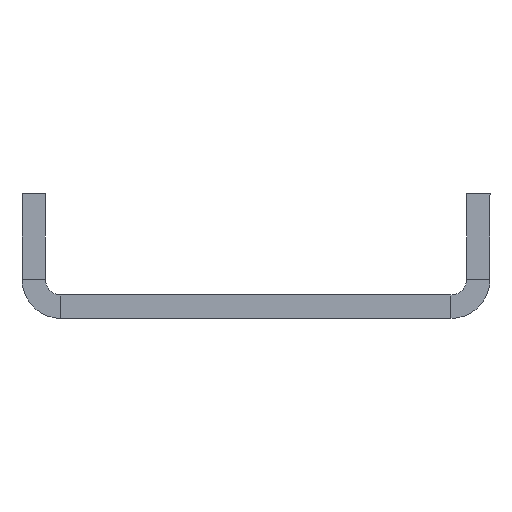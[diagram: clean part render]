
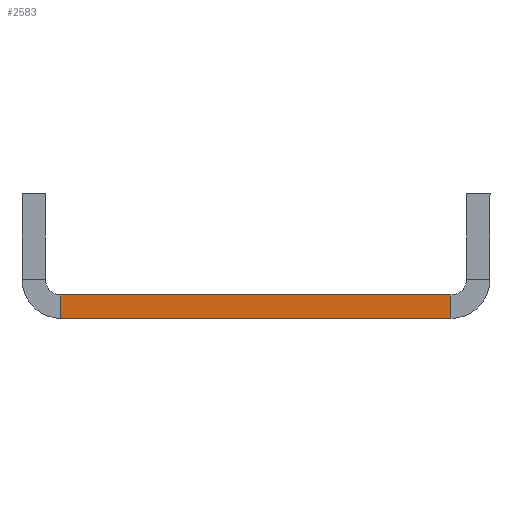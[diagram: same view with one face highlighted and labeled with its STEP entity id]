
A CAD part, left-side view. The second image highlights one B-rep face of the part: STEP entity #2583.
In plain terms, the highlighted planar face has unit normal (-1, 0, 0).
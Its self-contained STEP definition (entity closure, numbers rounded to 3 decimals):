
#181 = DIRECTION ( 'NONE',  ( 0., 0., 1. ) ) ;
#201 = CARTESIAN_POINT ( 'NONE',  ( 0., 0., 0. ) ) ;
#206 = EDGE_CURVE ( 'NONE', #2731, #3465, #1583, .T. ) ;
#220 = PLANE ( 'NONE',  #3437 ) ;
#266 = DIRECTION ( 'NONE',  ( 0., -1., 0. ) ) ;
#505 = VECTOR ( 'NONE', #1942, 1000. ) ;
#658 = CARTESIAN_POINT ( 'NONE',  ( 0., 25., -1.5 ) ) ;
#678 = ORIENTED_EDGE ( 'NONE', *, *, #206, .F. ) ;
#756 = CARTESIAN_POINT ( 'NONE',  ( 0., 0., -1.5 ) ) ;
#881 = CARTESIAN_POINT ( 'NONE',  ( 0., 25., 0. ) ) ;
#1061 = CARTESIAN_POINT ( 'NONE',  ( 0., 0., 0. ) ) ;
#1070 = DIRECTION ( 'NONE',  ( -1., 0., 0. ) ) ;
#1145 = ORIENTED_EDGE ( 'NONE', *, *, #1824, .T. ) ;
#1317 = ORIENTED_EDGE ( 'NONE', *, *, #3141, .F. ) ;
#1422 = EDGE_LOOP ( 'NONE', ( #678, #1317, #1145, #3817 ) ) ;
#1583 = LINE ( 'NONE', #201, #2502 ) ;
#1821 = VECTOR ( 'NONE', #3056, 1000. ) ;
#1824 = EDGE_CURVE ( 'NONE', #3219, #2366, #3830, .T. ) ;
#1942 = DIRECTION ( 'NONE',  ( 0., 0., 1. ) ) ;
#2023 = EDGE_CURVE ( 'NONE', #2366, #3465, #3363, .T. ) ;
#2099 = CARTESIAN_POINT ( 'NONE',  ( 0., 0., -1.5 ) ) ;
#2366 = VERTEX_POINT ( 'NONE', #2099 ) ;
#2485 = CARTESIAN_POINT ( 'NONE',  ( 0., 0., -1.5 ) ) ;
#2502 = VECTOR ( 'NONE', #3663, 1000. ) ;
#2583 = ADVANCED_FACE ( 'NONE', ( #3212 ), #220, .T. ) ;
#2697 = LINE ( 'NONE', #658, #1821 ) ;
#2731 = VERTEX_POINT ( 'NONE', #881 ) ;
#3056 = DIRECTION ( 'NONE',  ( 0., 0., 1. ) ) ;
#3141 = EDGE_CURVE ( 'NONE', #3219, #2731, #2697, .T. ) ;
#3210 = CARTESIAN_POINT ( 'NONE',  ( 0., 0., -1.5 ) ) ;
#3212 = FACE_OUTER_BOUND ( 'NONE', #1422, .T. ) ;
#3219 = VERTEX_POINT ( 'NONE', #3436 ) ;
#3363 = LINE ( 'NONE', #2485, #505 ) ;
#3436 = CARTESIAN_POINT ( 'NONE',  ( 0., 25., -1.5 ) ) ;
#3437 = AXIS2_PLACEMENT_3D ( 'NONE', #756, #1070, #181 ) ;
#3465 = VERTEX_POINT ( 'NONE', #1061 ) ;
#3663 = DIRECTION ( 'NONE',  ( 0., -1., 0. ) ) ;
#3741 = VECTOR ( 'NONE', #266, 1000. ) ;
#3817 = ORIENTED_EDGE ( 'NONE', *, *, #2023, .T. ) ;
#3830 = LINE ( 'NONE', #3210, #3741 ) ;
